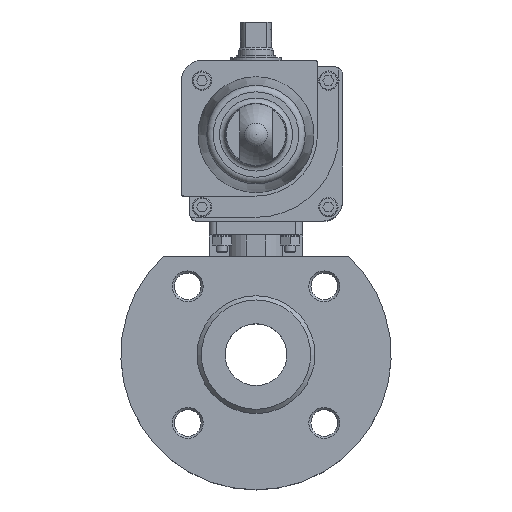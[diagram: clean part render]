
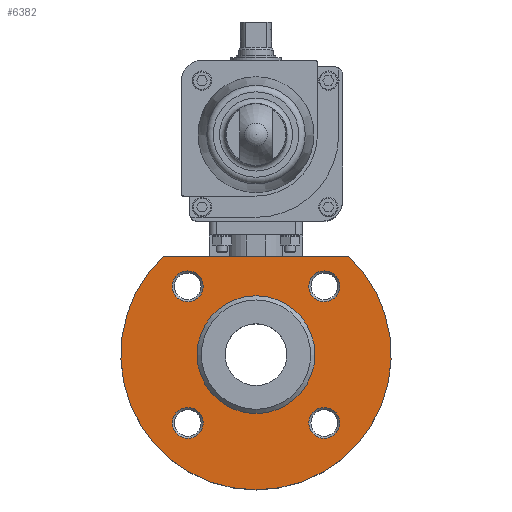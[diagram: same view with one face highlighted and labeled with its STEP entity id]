
A CAD part, top view. The second image highlights one B-rep face of the part: STEP entity #6382.
In plain terms, the highlighted face is planar.
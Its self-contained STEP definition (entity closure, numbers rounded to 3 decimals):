
#255=CIRCLE('',#6902,70.);
#256=CIRCLE('',#6904,30.5);
#257=CIRCLE('',#6905,8.);
#258=CIRCLE('',#6906,8.);
#259=CIRCLE('',#6907,8.);
#260=CIRCLE('',#6908,8.);
#768=ORIENTED_EDGE('',*,*,#2466,.F.);
#769=ORIENTED_EDGE('',*,*,#2467,.F.);
#770=ORIENTED_EDGE('',*,*,#2468,.F.);
#771=ORIENTED_EDGE('',*,*,#2469,.F.);
#772=ORIENTED_EDGE('',*,*,#2470,.F.);
#773=ORIENTED_EDGE('',*,*,#2434,.F.);
#774=ORIENTED_EDGE('',*,*,#2465,.T.);
#2434=EDGE_CURVE('',#3286,#3287,#3926,.T.);
#2465=EDGE_CURVE('',#3286,#3287,#255,.T.);
#2466=EDGE_CURVE('',#3308,#3308,#256,.T.);
#2467=EDGE_CURVE('',#3309,#3309,#257,.T.);
#2468=EDGE_CURVE('',#3310,#3310,#258,.T.);
#2469=EDGE_CURVE('',#3311,#3311,#259,.T.);
#2470=EDGE_CURVE('',#3312,#3312,#260,.T.);
#3286=VERTEX_POINT('',#9725);
#3287=VERTEX_POINT('',#9727);
#3308=VERTEX_POINT('',#9786);
#3309=VERTEX_POINT('',#9788);
#3310=VERTEX_POINT('',#9790);
#3311=VERTEX_POINT('',#9792);
#3312=VERTEX_POINT('',#9794);
#3926=LINE('',#9726,#4458);
#4458=VECTOR('',#7698,1000.);
#4962=EDGE_LOOP('',(#768));
#4963=EDGE_LOOP('',(#769));
#4964=EDGE_LOOP('',(#770));
#4965=EDGE_LOOP('',(#771));
#4966=EDGE_LOOP('',(#772));
#4967=EDGE_LOOP('',(#773,#774));
#5562=FACE_BOUND('',#4962,.T.);
#5563=FACE_BOUND('',#4963,.T.);
#5564=FACE_BOUND('',#4964,.T.);
#5565=FACE_BOUND('',#4965,.T.);
#5566=FACE_BOUND('',#4966,.T.);
#5567=FACE_BOUND('',#4967,.T.);
#6159=PLANE('',#6903);
#6382=ADVANCED_FACE('',(#5562,#5563,#5564,#5565,#5566,#5567),#6159,.F.);
#6902=AXIS2_PLACEMENT_3D('',#9783,#7760,#7761);
#6903=AXIS2_PLACEMENT_3D('',#9784,#7762,#7763);
#6904=AXIS2_PLACEMENT_3D('',#9785,#7764,#7765);
#6905=AXIS2_PLACEMENT_3D('',#9787,#7766,#7767);
#6906=AXIS2_PLACEMENT_3D('',#9789,#7768,#7769);
#6907=AXIS2_PLACEMENT_3D('',#9791,#7770,#7771);
#6908=AXIS2_PLACEMENT_3D('',#9793,#7772,#7773);
#7698=DIRECTION('',(-1.,0.,0.));
#7760=DIRECTION('',(0.,0.,-1.));
#7761=DIRECTION('',(-1.,0.,0.));
#7762=DIRECTION('',(0.,0.,1.));
#7763=DIRECTION('',(1.,0.,0.));
#7764=DIRECTION('',(0.,0.,-1.));
#7765=DIRECTION('',(-1.,0.,0.));
#7766=DIRECTION('',(0.,0.,-1.));
#7767=DIRECTION('',(-1.,0.,0.));
#7768=DIRECTION('',(0.,0.,-1.));
#7769=DIRECTION('',(-1.,0.,0.));
#7770=DIRECTION('',(0.,0.,-1.));
#7771=DIRECTION('',(-1.,0.,0.));
#7772=DIRECTION('',(0.,0.,-1.));
#7773=DIRECTION('',(-1.,0.,0.));
#9725=CARTESIAN_POINT('',(47.948,51.,-27.));
#9726=CARTESIAN_POINT('',(0.,51.,-27.));
#9727=CARTESIAN_POINT('',(-47.948,51.,-27.));
#9783=CARTESIAN_POINT('',(0.,0.,-27.));
#9784=CARTESIAN_POINT('',(0.,70.,-27.));
#9785=CARTESIAN_POINT('',(0.,0.,-27.));
#9786=CARTESIAN_POINT('',(-30.5,0.,-27.));
#9787=CARTESIAN_POINT('',(35.355,35.355,-27.));
#9788=CARTESIAN_POINT('',(27.355,35.355,-27.));
#9789=CARTESIAN_POINT('',(35.355,-35.355,-27.));
#9790=CARTESIAN_POINT('',(27.355,-35.355,-27.));
#9791=CARTESIAN_POINT('',(-35.355,-35.355,-27.));
#9792=CARTESIAN_POINT('',(-43.355,-35.355,-27.));
#9793=CARTESIAN_POINT('',(-35.355,35.355,-27.));
#9794=CARTESIAN_POINT('',(-43.355,35.355,-27.));
